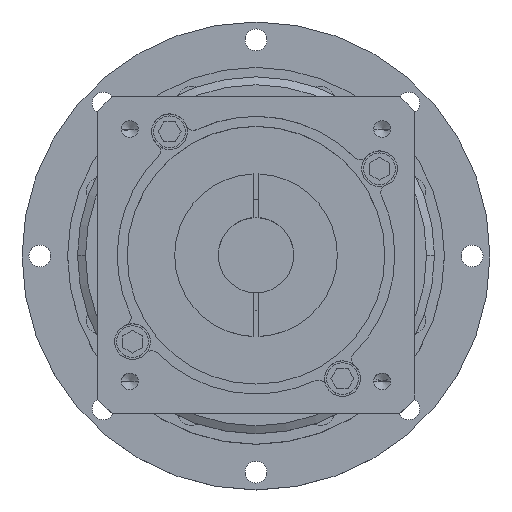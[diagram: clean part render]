
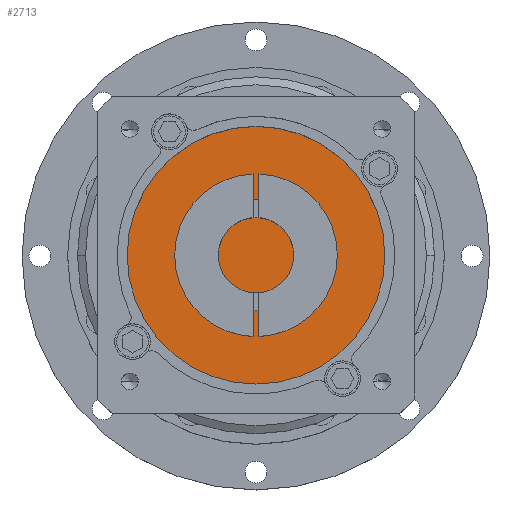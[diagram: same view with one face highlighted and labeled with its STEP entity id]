
A CAD part, top view. The second image highlights one B-rep face of the part: STEP entity #2713.
In plain terms, the highlighted planar face has unit normal (0, 0, 1).
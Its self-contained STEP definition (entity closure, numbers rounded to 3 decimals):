
#142 = VERTEX_POINT ( 'NONE', #8347 ) ;
#500 = ORIENTED_EDGE ( 'NONE', *, *, #9828, .T. ) ;
#990 = DIRECTION ( 'NONE',  ( 0., 0., 1. ) ) ;
#1853 = AXIS2_PLACEMENT_3D ( 'NONE', #6815, #3444, #2366 ) ;
#2366 = DIRECTION ( 'NONE',  ( 1., 0., 0. ) ) ;
#2713 = ADVANCED_FACE ( 'NONE', ( #8461 ), #3893, .T. ) ;
#3053 = CARTESIAN_POINT ( 'NONE',  ( 0., 0., 99.5 ) ) ;
#3407 = ORIENTED_EDGE ( 'NONE', *, *, #8193, .T. ) ;
#3444 = DIRECTION ( 'NONE',  ( 0., 0., 1. ) ) ;
#3893 = PLANE ( 'NONE',  #1853 ) ;
#3994 = DIRECTION ( 'NONE',  ( 1., 0., 0. ) ) ;
#4036 = CIRCLE ( 'NONE', #11850, 32.5 ) ;
#4946 = EDGE_LOOP ( 'NONE', ( #500, #3407 ) ) ;
#6650 = CARTESIAN_POINT ( 'NONE',  ( 0., 0., 99.5 ) ) ;
#6815 = CARTESIAN_POINT ( 'NONE',  ( 0., 0., 99.5 ) ) ;
#7572 = DIRECTION ( 'NONE',  ( 1., 0., 0. ) ) ;
#8193 = EDGE_CURVE ( 'NONE', #10473, #142, #10339, .T. ) ;
#8347 = CARTESIAN_POINT ( 'NONE',  ( 32.5, 0., 99.5 ) ) ;
#8461 = FACE_OUTER_BOUND ( 'NONE', #4946, .T. ) ;
#8555 = CARTESIAN_POINT ( 'NONE',  ( -32.5, 0., 99.5 ) ) ;
#9593 = DIRECTION ( 'NONE',  ( 0., 0., 1. ) ) ;
#9828 = EDGE_CURVE ( 'NONE', #142, #10473, #4036, .T. ) ;
#10114 = AXIS2_PLACEMENT_3D ( 'NONE', #3053, #9593, #3994 ) ;
#10339 = CIRCLE ( 'NONE', #10114, 32.5 ) ;
#10473 = VERTEX_POINT ( 'NONE', #8555 ) ;
#11850 = AXIS2_PLACEMENT_3D ( 'NONE', #6650, #990, #7572 ) ;
